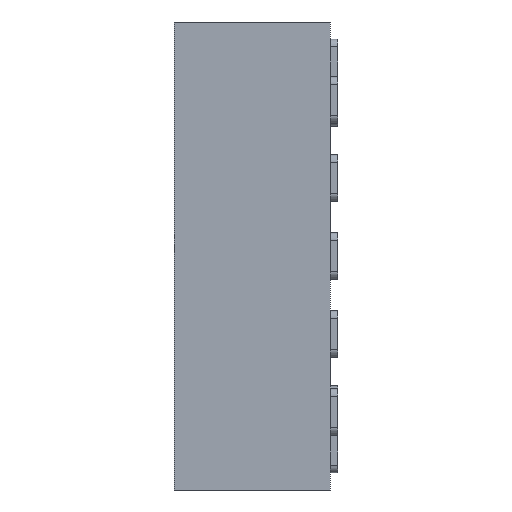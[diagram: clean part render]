
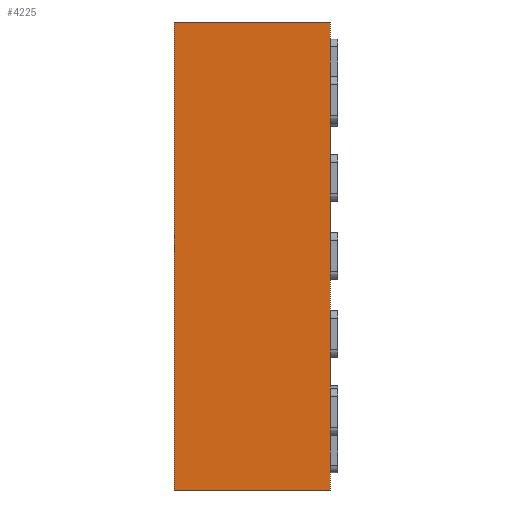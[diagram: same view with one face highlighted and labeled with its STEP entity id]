
A CAD part, left-side view. The second image highlights one B-rep face of the part: STEP entity #4225.
In plain terms, the highlighted planar face has unit normal (-1, 0, 0).
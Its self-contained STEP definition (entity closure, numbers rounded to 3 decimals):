
#177 = CARTESIAN_POINT ( 'NONE',  ( -1.5, 0., 1.5 ) ) ;
#321 = DIRECTION ( 'NONE',  ( 0., 0., -1. ) ) ;
#458 = CARTESIAN_POINT ( 'NONE',  ( -1.5, 1., 1.5 ) ) ;
#619 = EDGE_CURVE ( 'NONE', #4200, #974, #3497, .T. ) ;
#654 = CARTESIAN_POINT ( 'NONE',  ( -1.5, 1., 1.5 ) ) ;
#898 = DIRECTION ( 'NONE',  ( 0., 0., 1. ) ) ;
#974 = VERTEX_POINT ( 'NONE', #2655 ) ;
#1121 = CARTESIAN_POINT ( 'NONE',  ( -1.5, 0., 1.5 ) ) ;
#1197 = LINE ( 'NONE', #177, #4562 ) ;
#1537 = CARTESIAN_POINT ( 'NONE',  ( -1.5, 1., -1.5 ) ) ;
#1541 = EDGE_CURVE ( 'NONE', #4200, #4623, #5531, .T. ) ;
#1625 = CARTESIAN_POINT ( 'NONE',  ( -1.5, 1., -1.5 ) ) ;
#2351 = FACE_OUTER_BOUND ( 'NONE', #2479, .T. ) ;
#2354 = EDGE_CURVE ( 'NONE', #974, #2947, #1197, .T. ) ;
#2421 = DIRECTION ( 'NONE',  ( 0., 0., 1. ) ) ;
#2479 = EDGE_LOOP ( 'NONE', ( #2532, #3527, #4933, #3822 ) ) ;
#2532 = ORIENTED_EDGE ( 'NONE', *, *, #2354, .T. ) ;
#2581 = VECTOR ( 'NONE', #3744, 1000. ) ;
#2655 = CARTESIAN_POINT ( 'NONE',  ( -1.5, 0., -1.5 ) ) ;
#2736 = CARTESIAN_POINT ( 'NONE',  ( -1.5, 1., 1.5 ) ) ;
#2823 = EDGE_CURVE ( 'NONE', #4623, #2947, #4901, .T. ) ;
#2947 = VERTEX_POINT ( 'NONE', #1121 ) ;
#2979 = DIRECTION ( 'NONE',  ( 1., 0., 0. ) ) ;
#3497 = LINE ( 'NONE', #1537, #5669 ) ;
#3527 = ORIENTED_EDGE ( 'NONE', *, *, #2823, .F. ) ;
#3744 = DIRECTION ( 'NONE',  ( 0., -1., 0. ) ) ;
#3822 = ORIENTED_EDGE ( 'NONE', *, *, #619, .T. ) ;
#4200 = VERTEX_POINT ( 'NONE', #1625 ) ;
#4225 = ADVANCED_FACE ( 'NONE', ( #2351 ), #5126, .F. ) ;
#4231 = VECTOR ( 'NONE', #898, 1000. ) ;
#4562 = VECTOR ( 'NONE', #2421, 1000. ) ;
#4592 = DIRECTION ( 'NONE',  ( 0., -1., 0. ) ) ;
#4623 = VERTEX_POINT ( 'NONE', #2736 ) ;
#4624 = AXIS2_PLACEMENT_3D ( 'NONE', #5576, #2979, #321 ) ;
#4901 = LINE ( 'NONE', #654, #2581 ) ;
#4933 = ORIENTED_EDGE ( 'NONE', *, *, #1541, .F. ) ;
#5126 = PLANE ( 'NONE',  #4624 ) ;
#5531 = LINE ( 'NONE', #458, #4231 ) ;
#5576 = CARTESIAN_POINT ( 'NONE',  ( -1.5, 1., 1.5 ) ) ;
#5669 = VECTOR ( 'NONE', #4592, 1000. ) ;
